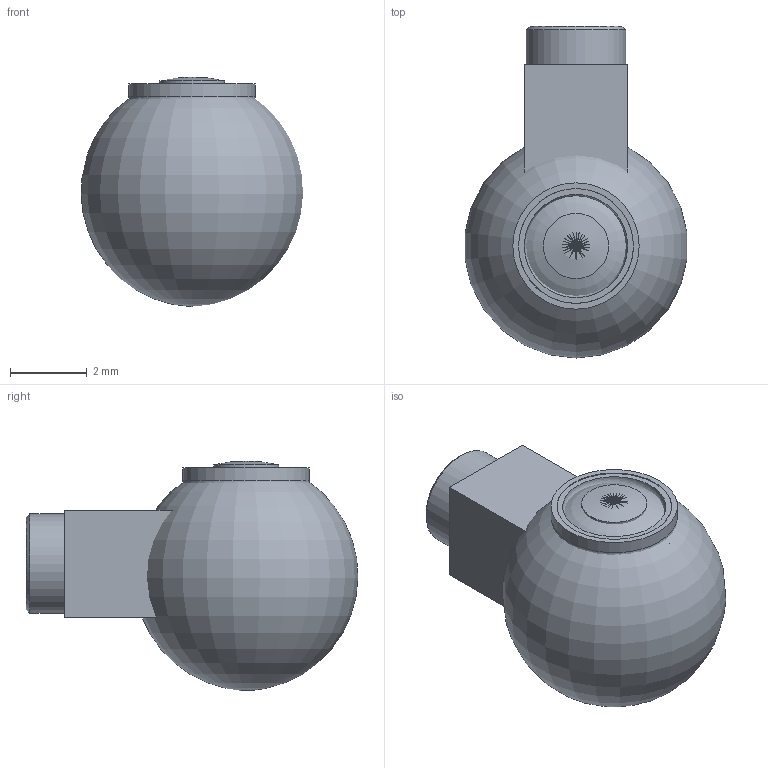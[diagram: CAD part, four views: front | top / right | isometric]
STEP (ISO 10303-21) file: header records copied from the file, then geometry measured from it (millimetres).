
FILE_DESCRIPTION(/* description */ ('Unknown'),/* implementation_level */ '2;1');
FILE_NAME(/* name */ 'DLPP_8MO',/* time_stamp */ '2018-01-17T16:37:15+01:00',/* author */ ('Unknown'),/* organization */ ('Unknown'),/* preprocessor_version */ 'ST-DEVELOPER v16.7',/* originating_system */ 'DEX',/* authorisation */ $);
FILE_SCHEMA (('AUTOMOTIVE_DESIGN {1 0 10303 214 3 1 1}'));
Length unit declared in the file: millimetre
Products named in the file (1): DLPP_8MO
Bounding box: 5.8 x 8.67 x 5.99 mm (x, y, z)
Volume: 36.5 mm3; surface area: 228.3 mm2
Topology: 1 solids, 1 shells, 29 faces, 66 edges, 43 vertices
Faces by surface type: plane 12, cylinder 10, torus 5, cone 2
Full cylindrical faces by diameter (mm): 0.8 x1, 1.7 x1, 2.6 x1, 2.7 x1, 3 x1, 3.3 x1, 3.5 x1
Entity records: 903 total; most frequent: DIRECTION 128, CARTESIAN_POINT 113, ORIENTED_EDGE 84, AXIS2_PLACEMENT_3D 57, FACE_BOUND 49, EDGE_LOOP 48, EDGE_CURVE 42, VERTEX_POINT 35
